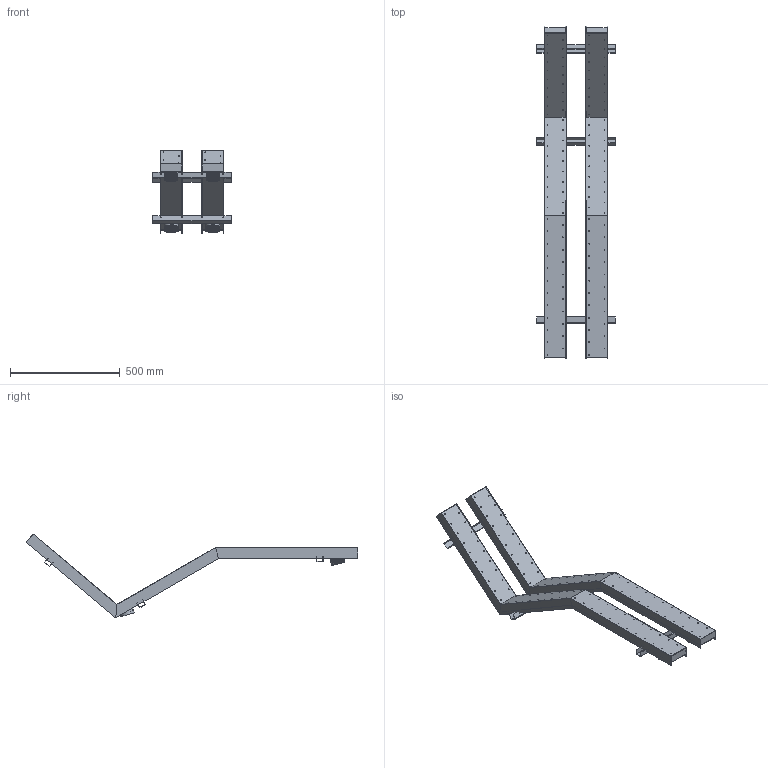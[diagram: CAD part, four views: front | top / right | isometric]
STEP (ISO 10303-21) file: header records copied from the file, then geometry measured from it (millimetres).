
FILE_DESCRIPTION(('STEP AP214'), '1');
FILE_NAME('Ð02-16 Ëåæàê àðîìàññàæíûé ïîä ïëèòêó', '2025-03-18T08:54:43', ('Runwill'), (''), 'C3D Converter', 'C3D Toolkit', '');
FILE_SCHEMA(('AUTOMOTIVE_DESIGN { 1 0 10303 214 3 1 1}'));
Length unit declared in the file: millimetre
Assembly tree (9 placements, depth 2):
  (unnamed)
    (unnamed)  x2
    (unnamed)  x2
    (unnamed)
    (unnamed)
    (unnamed)  x2
    (unnamed)
Bounding box: 360 x 1515.49 x 382.2 mm (x, y, z)
Volume: 1815066.9 mm3; surface area: 2433443.1 mm2
Topology: 19 solids, 19 shells, 486 faces, 1340 edges, 892 vertices
Faces by surface type: plane 282, cylinder 190, bspline 8, cone 6
Full cylindrical faces by diameter (mm): 4 x122, 56.6 x2, 61.819 x2, 64 x2
Entity records: 20205 total; most frequent: CARTESIAN_POINT 11848, ORIENTED_EDGE 1528, DIRECTION 1498, EDGE_CURVE 764, VERTEX_POINT 564, EDGE_LOOP 560, LINE 508, VECTOR 508
